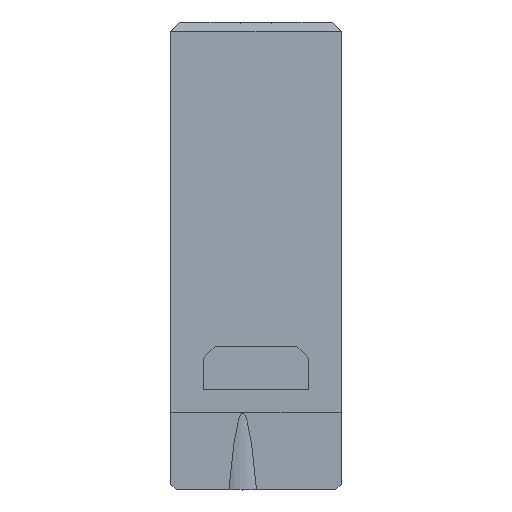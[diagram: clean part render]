
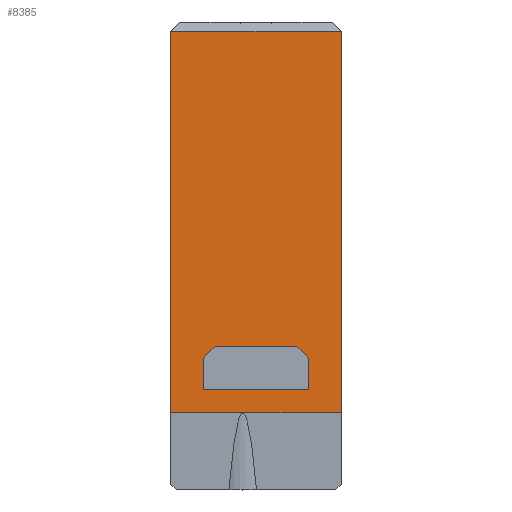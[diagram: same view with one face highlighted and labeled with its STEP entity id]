
A CAD part, front view. The second image highlights one B-rep face of the part: STEP entity #8385.
In plain terms, the highlighted planar face has unit normal (0, -1, 0).
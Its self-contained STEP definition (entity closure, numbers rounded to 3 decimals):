
#838=DIRECTION('',(1.,0.,0.));
#839=VECTOR('',#838,8.465);
#840=CARTESIAN_POINT('',(-1.14,-15.15,
-17.3));
#841=LINE('',#840,#839);
#864=DIRECTION('',(1.,0.,0.));
#865=VECTOR('',#864,6.185);
#866=CARTESIAN_POINT('',(-7.325,-15.15,-17.3));
#867=LINE('',#866,#865);
#1633=DIRECTION('',(1.,0.,0.));
#1634=VECTOR('',#1633,14.65);
#1635=CARTESIAN_POINT('',(-7.325,-15.15,15.4));
#1636=LINE('',#1635,#1634);
#1637=DIRECTION('',(0.,0.,-1.));
#1638=VECTOR('',#1637,32.7);
#1639=CARTESIAN_POINT('',(7.325,-15.15,15.4));
#1640=LINE('',#1639,#1638);
#1641=DIRECTION('',(0.,0.,1.));
#1642=VECTOR('',#1641,32.7);
#1643=CARTESIAN_POINT('',(-7.325,-15.15,-17.3));
#1644=LINE('',#1643,#1642);
#1645=DIRECTION('',(-0.707,0.,-0.707));
#1646=VECTOR('',#1645,1.414);
#1647=CARTESIAN_POINT('',(-3.5,-15.15,-11.6));
#1648=LINE('',#1647,#1646);
#1649=DIRECTION('',(0.,0.,-1.));
#1650=VECTOR('',#1649,2.7);
#1651=CARTESIAN_POINT('',(-4.5,-15.15,
-12.6));
#1652=LINE('',#1651,#1650);
#1653=DIRECTION('',(1.,0.,0.));
#1654=VECTOR('',#1653,9.);
#1655=CARTESIAN_POINT('',(-4.5,-15.15,-15.3));
#1656=LINE('',#1655,#1654);
#1657=DIRECTION('',(0.,0.,1.));
#1658=VECTOR('',#1657,2.7);
#1659=CARTESIAN_POINT('',(4.5,-15.15,-15.3));
#1660=LINE('',#1659,#1658);
#1661=DIRECTION('',(-0.707,0.,0.707));
#1662=VECTOR('',#1661,1.414);
#1663=CARTESIAN_POINT('',(4.5,-15.15,
-12.6));
#1664=LINE('',#1663,#1662);
#1665=DIRECTION('',(-1.,0.,0.));
#1666=VECTOR('',#1665,7.);
#1667=CARTESIAN_POINT('',(3.5,-15.15,-11.6));
#1668=LINE('',#1667,#1666);
#5294=CARTESIAN_POINT('',(-3.5,-15.15,-11.6));
#5295=CARTESIAN_POINT('',(-4.5,-15.15,
-12.6));
#5296=VERTEX_POINT('',#5294);
#5297=VERTEX_POINT('',#5295);
#5298=CARTESIAN_POINT('',(-7.325,-15.15,15.4));
#5299=CARTESIAN_POINT('',(7.325,-15.15,15.4));
#5300=VERTEX_POINT('',#5298);
#5301=VERTEX_POINT('',#5299);
#5302=CARTESIAN_POINT('',(7.325,-15.15,-17.3));
#5303=VERTEX_POINT('',#5302);
#5304=CARTESIAN_POINT('',(-1.14,-15.15,
-17.3));
#5305=VERTEX_POINT('',#5304);
#5306=CARTESIAN_POINT('',(-7.325,-15.15,-17.3));
#5307=VERTEX_POINT('',#5306);
#5308=CARTESIAN_POINT('',(-4.5,-15.15,-15.3));
#5309=VERTEX_POINT('',#5308);
#5310=CARTESIAN_POINT('',(4.5,-15.15,-15.3));
#5311=VERTEX_POINT('',#5310);
#5312=CARTESIAN_POINT('',(4.5,-15.15,
-12.6));
#5313=VERTEX_POINT('',#5312);
#5314=CARTESIAN_POINT('',(3.5,-15.15,-11.6));
#5315=VERTEX_POINT('',#5314);
#8358=CARTESIAN_POINT('',(7.325,-15.15,-17.3));
#8359=DIRECTION('',(0.,-1.,0.));
#8360=DIRECTION('',(0.,0.,1.));
#8361=AXIS2_PLACEMENT_3D('',#8358,#8359,#8360);
#8362=PLANE('',#8361);
#8363=ORIENTED_EDGE('',*,*,#8319,.T.);
#8364=ORIENTED_EDGE('',*,*,#7190,.T.);
#8365=ORIENTED_EDGE('',*,*,#7236,.F.);
#8366=ORIENTED_EDGE('',*,*,#7277,.F.);
#8368=ORIENTED_EDGE('',*,*,#8367,.T.);
#8369=EDGE_LOOP('',(#8363,#8364,#8365,#8366,#8368));
#8370=FACE_OUTER_BOUND('',#8369,.F.);
#8372=ORIENTED_EDGE('',*,*,#8371,.T.);
#8374=ORIENTED_EDGE('',*,*,#8373,.T.);
#8376=ORIENTED_EDGE('',*,*,#8375,.T.);
#8378=ORIENTED_EDGE('',*,*,#8377,.T.);
#8380=ORIENTED_EDGE('',*,*,#8379,.T.);
#8382=ORIENTED_EDGE('',*,*,#8381,.T.);
#8383=EDGE_LOOP('',(#8372,#8374,#8376,#8378,#8380,#8382));
#8384=FACE_BOUND('',#8383,.F.);
#7190=EDGE_CURVE('',#5301,#5303,#1640,.T.);
#7236=EDGE_CURVE('',#5305,#5303,#841,.T.);
#7277=EDGE_CURVE('',#5307,#5305,#867,.T.);
#8319=EDGE_CURVE('',#5300,#5301,#1636,.T.);
#8367=EDGE_CURVE('',#5307,#5300,#1644,.T.);
#8371=EDGE_CURVE('',#5296,#5297,#1648,.T.);
#8373=EDGE_CURVE('',#5297,#5309,#1652,.T.);
#8375=EDGE_CURVE('',#5309,#5311,#1656,.T.);
#8377=EDGE_CURVE('',#5311,#5313,#1660,.T.);
#8379=EDGE_CURVE('',#5313,#5315,#1664,.T.);
#8381=EDGE_CURVE('',#5315,#5296,#1668,.T.);
#8385=ADVANCED_FACE('',(#8370,#8384),#8362,.T.);
